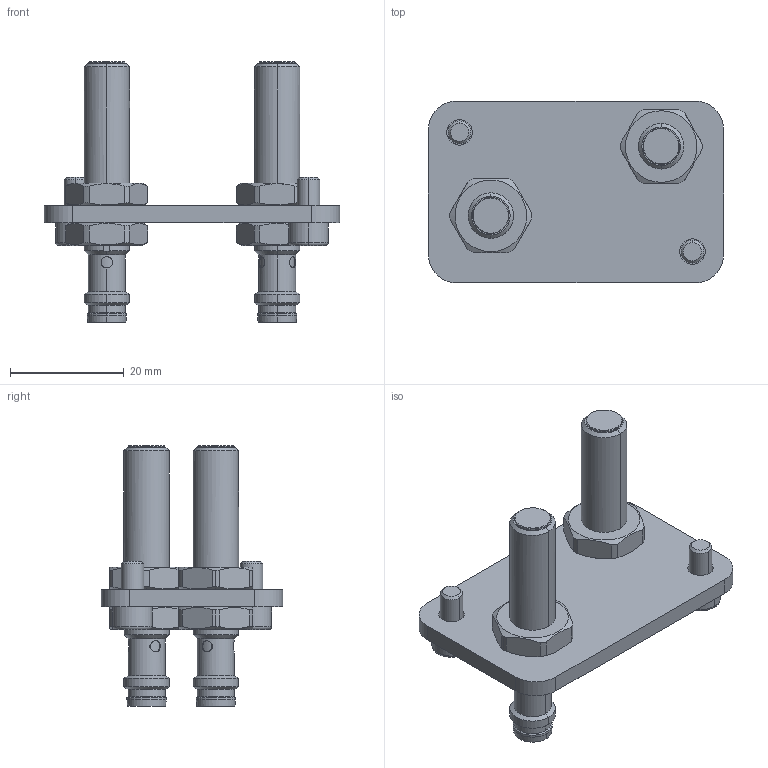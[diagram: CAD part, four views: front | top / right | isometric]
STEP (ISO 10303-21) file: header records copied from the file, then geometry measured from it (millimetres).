
FILE_DESCRIPTION (( 'STEP AP214' ), '1' );
FILE_NAME ('P7174.STEP', '2018-05-15T09:27:37', ( '' ), ( '' ), 'SwSTEP 2.0', 'SolidWorks 2016', '' );
FILE_SCHEMA (( 'AUTOMOTIVE_DESIGN' ));
Length unit declared in the file: millimetre
Products named in the file (1): P7174
Bounding box: 52 x 32 x 45.95 mm (x, y, z)
Volume: 10654.6 mm3; surface area: 8790.2 mm2
Topology: 9 solids, 9 shells, 350 faces, 862 edges, 550 vertices
Faces by surface type: plane 140, cylinder 126, cone 64, bspline 16, torus 4
Entity records: 16184 total; most frequent: CARTESIAN_POINT 4087, ORIENTED_EDGE 1724, DIRECTION 1622, EDGE_CURVE 862, AXIS2_PLACEMENT_3D 593, VERTEX_POINT 550, LINE 436, VECTOR 436
